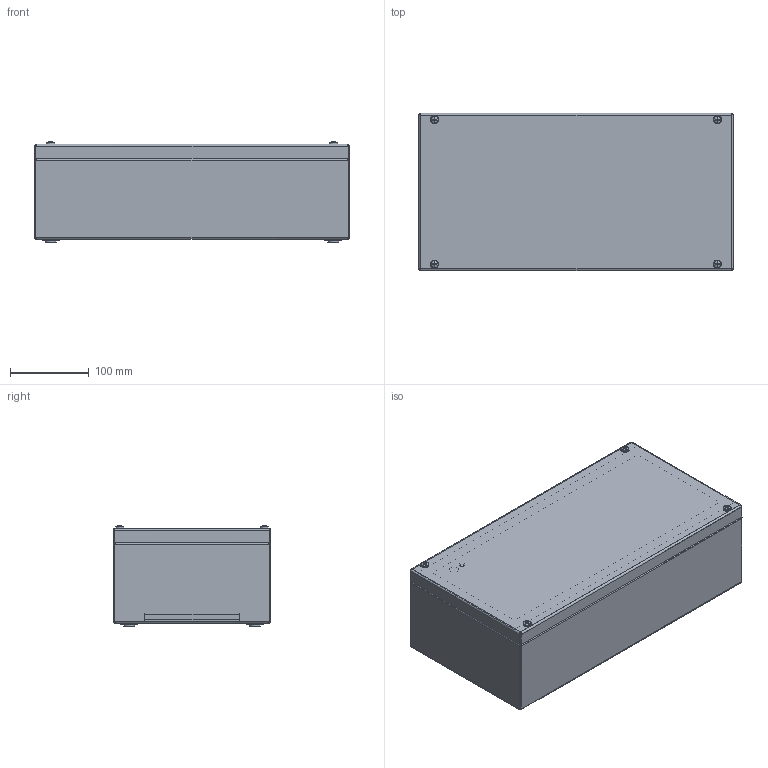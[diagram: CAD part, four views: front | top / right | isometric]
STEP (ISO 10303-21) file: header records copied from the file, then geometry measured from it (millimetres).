
FILE_DESCRIPTION (( 'STEP AP214' ), '1' );
FILE_NAME ('37402012.STEP', '2018-08-21T09:58:52', ( 'Macha' ), ( 'Hewlett-Packard Company' ), 'SwSTEP 2.0', 'SolidWorks 2018', '' );
FILE_SCHEMA (( 'AUTOMOTIVE_DESIGN' ));
Length unit declared in the file: millimetre
Products named in the file (13): 37402012; 42006; 86003_Bl.1,25; 42109; 56082; 42034; 82410_37402012; 41070; 93344; 93379; 56117; 94753; 92081
Assembly tree (26 placements, depth 3):
  37402012
    56082
      42006
      86003_Bl.1,25  x4
      42109  x2
    56117
      42034
      82410_37402012
      41070  x4
      93344  x4
      93379
    94753  x4
    92081  x2
Bounding box: 400 x 200 x 128.37 mm (x, y, z)
Volume: 549038.5 mm3; surface area: 746264.7 mm2
Topology: 24 solids, 24 shells, 733 faces, 1576 edges, 938 vertices
Faces by surface type: plane 327, cylinder 234, bspline 80, cone 44, sphere 24, torus 24
Full cylindrical faces by diameter (mm): 4.2 x8, 4.7 x2, 5 x24, 5.9 x4, 6 x1, 7 x12, 8 x10, 8.5 x4, 9 x4, 10 x8, 10.4 x4, 12 x1, 14 x4
Entity records: 15672 total; most frequent: CARTESIAN_POINT 4909, DIRECTION 1977, ORIENTED_EDGE 1974, EDGE_CURVE 987, AXIS2_PLACEMENT_3D 712, EDGE_LOOP 609, VERTEX_POINT 596, LINE 553
